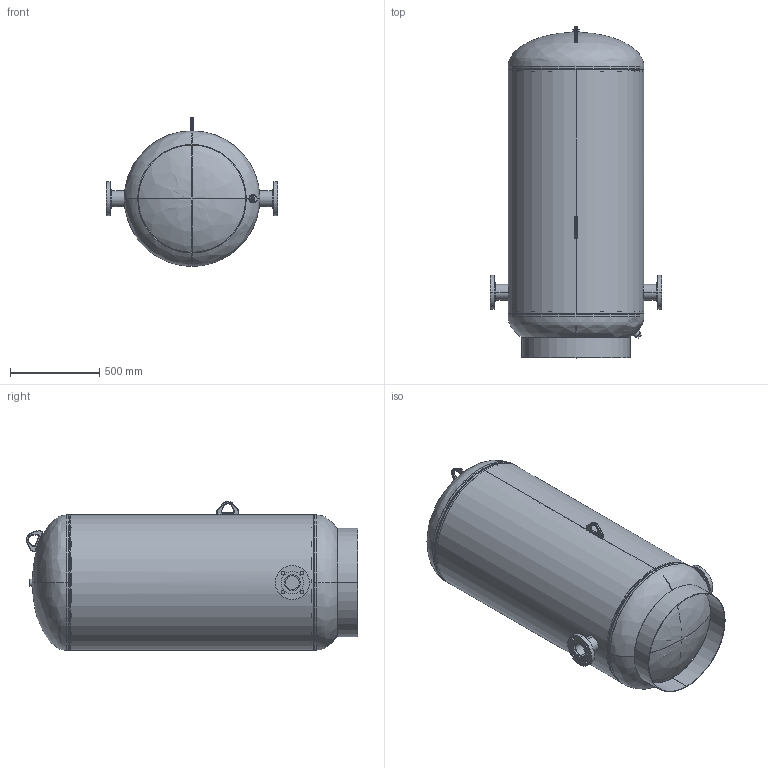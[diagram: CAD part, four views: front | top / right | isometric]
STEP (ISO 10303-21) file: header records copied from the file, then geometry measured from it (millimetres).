
FILE_DESCRIPTION (( 'STEP AP203' ), '1' );
FILE_NAME ('CBT-200-3F.STEP', '2021-03-17T16:47:49', ( '' ), ( '' ), 'SwSTEP 2.0', 'SolidWorks 2021', '' );
FILE_SCHEMA (( 'CONFIG_CONTROL_DESIGN' ));
Length unit declared in the file: inch
Products named in the file (14): 9500040; CBT-200-3F; 9455030; PLUGS_9500150; 9400542; 9500050; 55A0649_default; 9301080_4.125; 99B2026; SORF FLANGES ASME B16.5_3 150# SA-105; 9200190; 99Q0512; 55K0266
Assembly tree (26 placements, depth 3):
  CBT-200-3F
    99B2026
    9200190
    9200190
    9500040
    9500050
    PLUGS_9500150
    55A0649_default  x2
      9301080_4.125
      SORF FLANGES ASME B16.5_3 150# SA-105
    55K0266  x12
    9455030
    9400542  x2
    99Q0512
Bounding box: 965.2 x 1863.11 x 836.93 mm (x, y, z)
Volume: 23712001.5 mm3; surface area: 12024222.2 mm2
Topology: 26 solids, 26 shells, 373 faces, 834 edges, 514 vertices
Faces by surface type: cylinder 147, plane 140, torus 56, cone 16, bspline 14
Entity records: 11707 total; most frequent: CARTESIAN_POINT 4743, DIRECTION 1176, ORIENTED_EDGE 996, EDGE_CURVE 498, AXIS2_PLACEMENT_3D 489, VERTEX_POINT 306, CIRCLE 254, EDGE_LOOP 248
